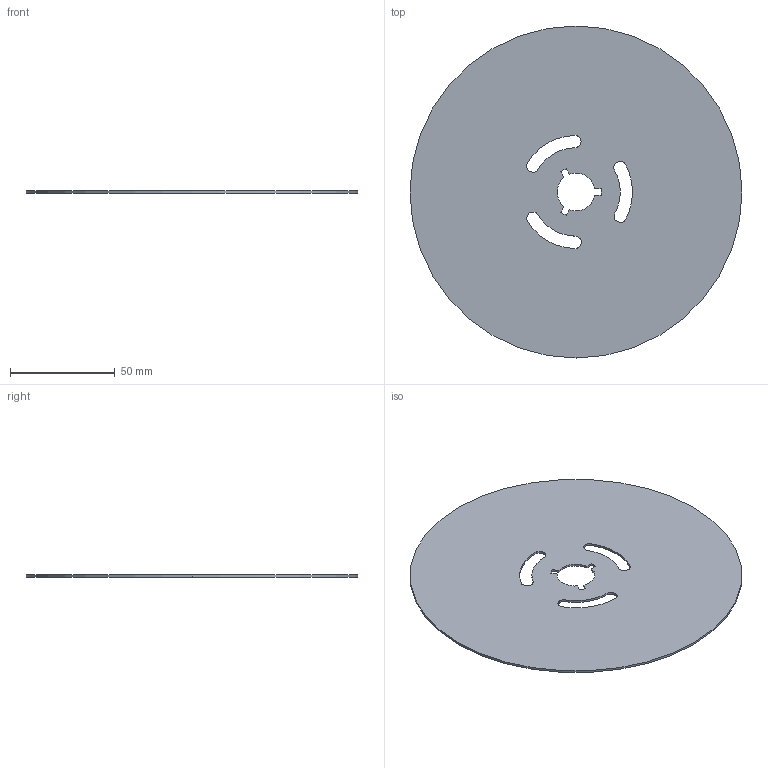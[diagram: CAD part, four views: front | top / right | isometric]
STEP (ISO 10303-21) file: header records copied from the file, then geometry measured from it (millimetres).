
FILE_DESCRIPTION(/* description */ ('VariCAD 2022-1.06 AP-214'),/* implementation_level */ '2;1');
FILE_NAME(/* name */ 'disk.stp',/* time_stamp */ '2022-06-16T22:31:14-05:00',/* author */ (''),/* organization */ (''),/* preprocessor_version */ 'VariCAD 2022-1.06',/* originating_system */ 'VariCAD 2022-1.06; kernel version (20180118)',/* authorisation */ '');
FILE_SCHEMA(('AUTOMOTIVE_DESIGN'));
Length unit declared in the file: millimetre
Products named in the file (2): disk
Assembly tree (1 placements, depth 2):
  disk
    (unnamed)
Bounding box: 158.5 x 158.5 x 1 mm (x, y, z)
Volume: 18939 mm3; surface area: 38652.3 mm2
Topology: 1 solids, 1 shells, 28 faces, 78 edges, 52 vertices
Faces by surface type: cylinder 17, plane 11
Entity records: 986 total; most frequent: DIRECTION 176, CARTESIAN_POINT 162, ORIENTED_EDGE 156, EDGE_CURVE 78, AXIS2_PLACEMENT_3D 66, VERTEX_POINT 52, LINE 44, VECTOR 44
